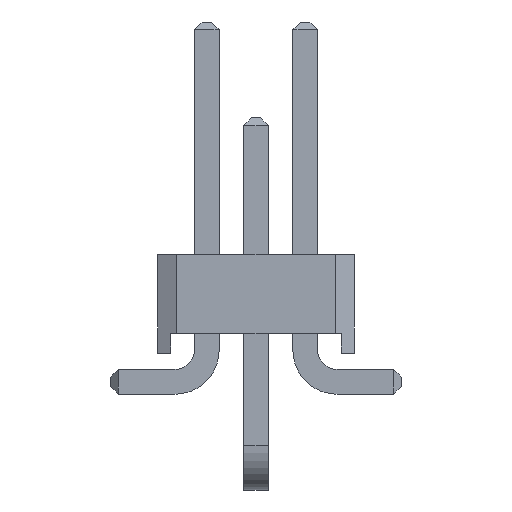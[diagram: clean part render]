
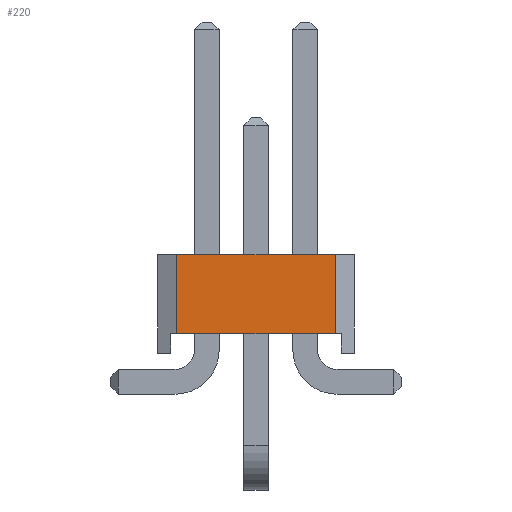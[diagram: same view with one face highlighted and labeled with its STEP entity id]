
A CAD part, left-side view. The second image highlights one B-rep face of the part: STEP entity #220.
In plain terms, the highlighted planar face has unit normal (-1, 0, 0).
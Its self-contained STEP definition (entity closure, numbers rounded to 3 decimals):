
#220 = ADVANCED_FACE( '', ( #468 ), #469, .T. );
#468 = FACE_OUTER_BOUND( '', #732, .T. );
#469 = PLANE( '', #733 );
#732 = EDGE_LOOP( '', ( #1365, #1366, #1367, #1368 ) );
#733 = AXIS2_PLACEMENT_3D( '', #1369, #1370, #1371 );
#1365 = ORIENTED_EDGE( '', *, *, #1733, .F. );
#1366 = ORIENTED_EDGE( '', *, *, #1665, .T. );
#1367 = ORIENTED_EDGE( '', *, *, #1790, .T. );
#1368 = ORIENTED_EDGE( '', *, *, #1758, .T. );
#1369 = CARTESIAN_POINT( '', ( -3.81, -2.54, -1.27 ) );
#1370 = DIRECTION( '', ( -1., 0., 0. ) );
#1371 = DIRECTION( '', ( 0., 0., 1. ) );
#1665 = EDGE_CURVE( '', #2044, #2042, #2045, .T. );
#1733 = EDGE_CURVE( '', #2044, #2141, #2142, .T. );
#1758 = EDGE_CURVE( '', #2175, #2141, #2176, .T. );
#1790 = EDGE_CURVE( '', #2042, #2175, #2210, .T. );
#2042 = VERTEX_POINT( '', #2568 );
#2044 = VERTEX_POINT( '', #2571 );
#2045 = LINE( '', #2572, #2573 );
#2141 = VERTEX_POINT( '', #2717 );
#2142 = LINE( '', #2718, #2719 );
#2175 = VERTEX_POINT( '', #2773 );
#2176 = LINE( '', #2774, #2775 );
#2210 = LINE( '', #2827, #2828 );
#2568 = CARTESIAN_POINT( '', ( -3.81, -2.04, -0.77 ) );
#2571 = CARTESIAN_POINT( '', ( -3.81, 2.04, -0.77 ) );
#2572 = CARTESIAN_POINT( '', ( -3.81, -2.54, -0.77 ) );
#2573 = VECTOR( '', #2971, 1000. );
#2717 = CARTESIAN_POINT( '', ( -3.81, 2.04, 1.27 ) );
#2718 = CARTESIAN_POINT( '', ( -3.81, 2.04, -8.435 ) );
#2719 = VECTOR( '', #3029, 1000. );
#2773 = CARTESIAN_POINT( '', ( -3.81, -2.04, 1.27 ) );
#2774 = CARTESIAN_POINT( '', ( -3.81, -2.54, 1.27 ) );
#2775 = VECTOR( '', #3051, 1000. );
#2827 = CARTESIAN_POINT( '', ( -3.81, -2.04, -8.435 ) );
#2828 = VECTOR( '', #3073, 1000. );
#2971 = DIRECTION( '', ( 0., -1., 0. ) );
#3029 = DIRECTION( '', ( 0., 0., 1. ) );
#3051 = DIRECTION( '', ( 0., 1., 0. ) );
#3073 = DIRECTION( '', ( 0., 0., 1. ) );
